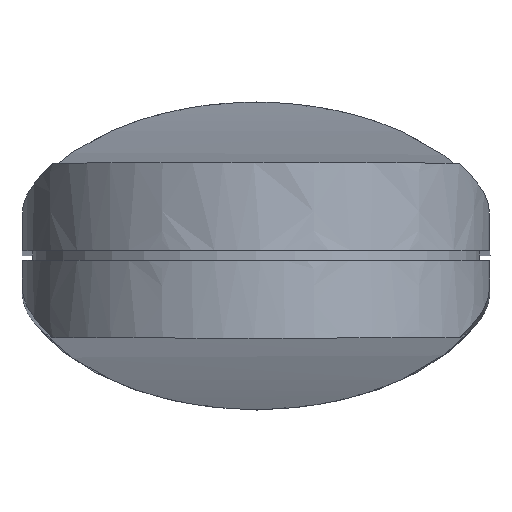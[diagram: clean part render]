
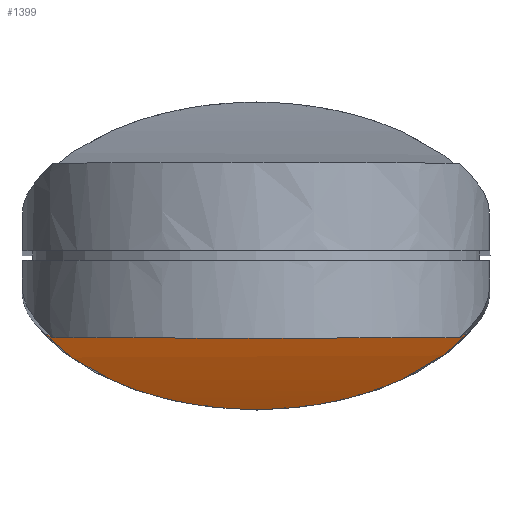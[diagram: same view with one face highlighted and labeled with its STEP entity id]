
A CAD part, top view. The second image highlights one B-rep face of the part: STEP entity #1399.
In plain terms, the highlighted cylindrical face has radius 303.723 mm (diameter 607.447 mm), a partial arc.
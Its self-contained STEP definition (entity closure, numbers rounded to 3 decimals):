
#1393=AXIS2_PLACEMENT_3D('Cylinder Axis2P3D',#1390,#1391,#1392) ;
#1065=CARTESIAN_POINT('Vertex',(22.8,3.774,89.286)) ;
#1069=CARTESIAN_POINT('Control Point',(1.2,3.774,89.286)) ;
#1070=CARTESIAN_POINT('Control Point',(1.246,3.726,86.442)) ;
#1071=CARTESIAN_POINT('Control Point',(1.326,3.644,83.6)) ;
#1072=CARTESIAN_POINT('Control Point',(1.441,3.529,80.764)) ;
#1073=CARTESIAN_POINT('Control Point',(1.702,3.283,76.056)) ;
#1074=CARTESIAN_POINT('Control Point',(2.112,2.947,71.375)) ;
#1075=CARTESIAN_POINT('Control Point',(2.303,2.8,69.517)) ;
#1076=CARTESIAN_POINT('Control Point',(2.759,2.469,65.724)) ;
#1077=CARTESIAN_POINT('Control Point',(3.386,2.083,61.972)) ;
#1078=CARTESIAN_POINT('Control Point',(3.758,1.873,60.078)) ;
#1079=CARTESIAN_POINT('Control Point',(4.435,1.529,57.184)) ;
#1080=CARTESIAN_POINT('Control Point',(5.343,1.162,54.377)) ;
#1081=CARTESIAN_POINT('Control Point',(5.691,1.032,53.415)) ;
#1082=CARTESIAN_POINT('Control Point',(6.352,0.808,51.803)) ;
#1083=CARTESIAN_POINT('Control Point',(7.166,0.586,50.277)) ;
#1084=CARTESIAN_POINT('Control Point',(7.533,0.495,49.667)) ;
#1085=CARTESIAN_POINT('Control Point',(8.213,0.347,48.681)) ;
#1086=CARTESIAN_POINT('Control Point',(9.026,0.214,47.82)) ;
#1087=CARTESIAN_POINT('Control Point',(9.383,0.163,47.496)) ;
#1088=CARTESIAN_POINT('Control Point',(10.048,0.085,47.)) ;
#1089=CARTESIAN_POINT('Control Point',(10.794,0.031,46.665)) ;
#1090=CARTESIAN_POINT('Control Point',(11.124,0.014,46.557)) ;
#1091=CARTESIAN_POINT('Control Point',(12.033,-0.013,46.384)) ;
#1092=CARTESIAN_POINT('Control Point',(12.959,0.01,46.529)) ;
#1093=CARTESIAN_POINT('Control Point',(13.51,0.045,46.752)) ;
#1094=CARTESIAN_POINT('Control Point',(14.574,0.147,47.393)) ;
#1095=CARTESIAN_POINT('Control Point',(15.453,0.288,48.297)) ;
#1096=CARTESIAN_POINT('Control Point',(15.871,0.367,48.816)) ;
#1097=CARTESIAN_POINT('Control Point',(16.612,0.528,49.881)) ;
#1098=CARTESIAN_POINT('Control Point',(17.236,0.695,51.028)) ;
#1099=CARTESIAN_POINT('Control Point',(17.517,0.777,51.599)) ;
#1100=CARTESIAN_POINT('Control Point',(18.339,1.035,53.427)) ;
#1101=CARTESIAN_POINT('Control Point',(18.993,1.291,55.339)) ;
#1102=CARTESIAN_POINT('Control Point',(19.382,1.459,56.657)) ;
#1103=CARTESIAN_POINT('Control Point',(20.228,1.859,59.934)) ;
#1104=CARTESIAN_POINT('Control Point',(20.849,2.222,63.282)) ;
#1105=CARTESIAN_POINT('Control Point',(21.16,2.421,65.269)) ;
#1106=CARTESIAN_POINT('Control Point',(21.947,2.966,71.219)) ;
#1107=CARTESIAN_POINT('Control Point',(22.396,3.369,77.242)) ;
#1108=CARTESIAN_POINT('Control Point',(22.602,3.57,81.248)) ;
#1109=CARTESIAN_POINT('Control Point',(22.734,3.705,85.265)) ;
#1110=CARTESIAN_POINT('Control Point',(22.8,3.774,89.286)) ;
#1111=CARTESIAN_POINT('Vertex',(1.2,3.774,89.286)) ;
#1377=CARTESIAN_POINT('Line Origine',(-101.,3.774,89.286)) ;
#1390=CARTESIAN_POINT('Axis2P3D Location',(-101.,-299.905,94.479)) ;
#1378=DIRECTION('Vector Direction',(1.,0.,0.)) ;
#1391=DIRECTION('Axis2P3D Direction',(1.,0.,0.)) ;
#1392=DIRECTION('Axis2P3D XDirection',(0.,0.979,-0.205)) ;
#1379=VECTOR('Line Direction',#1378,1.) ;
#1396=ORIENTED_EDGE('',*,*,#1113,.T.) ;
#1397=ORIENTED_EDGE('',*,*,#1381,.T.) ;
#1399=ADVANCED_FACE('ANTENNE_1',(#1398),#1394,.F.) ;
#1068=B_SPLINE_CURVE_WITH_KNOTS('',5,(#1069,#1070,#1071,#1072,#1073,#1074,#1075,#1076,#1077,#1078,#1079,#1080,#1081,#1082,#1083,#1084,#1085,#1086,#1087,#1088,#1089,#1090,#1091,#1092,#1093,#1094,#1095,#1096,#1097,#1098,#1099,#1100,#1101,#1102,#1103,#1104,#1105,#1106,#1107,#1108,#1109,#1110),.UNSPECIFIED.,.F.,.U.,(6,3,3,3,3,3,3,3,3,3,3,3,3,6),(0.,20.121,33.445,47.395,54.85,60.091,63.681,66.31,70.742,75.664,80.33,90.319,104.775,133.222),.UNSPECIFIED.) ;
#1394=CYLINDRICAL_SURFACE('generated cylinder',#1393,303.723) ;
#1113=EDGE_CURVE('',#1112,#1066,#1068,.T.) ;
#1381=EDGE_CURVE('',#1066,#1112,#1380,.F.) ;
#1395=EDGE_LOOP('',(#1396,#1397)) ;
#1398=FACE_OUTER_BOUND('',#1395,.T.) ;
#1380=LINE('Line',#1377,#1379) ;
#1066=VERTEX_POINT('',#1065) ;
#1112=VERTEX_POINT('',#1111) ;
